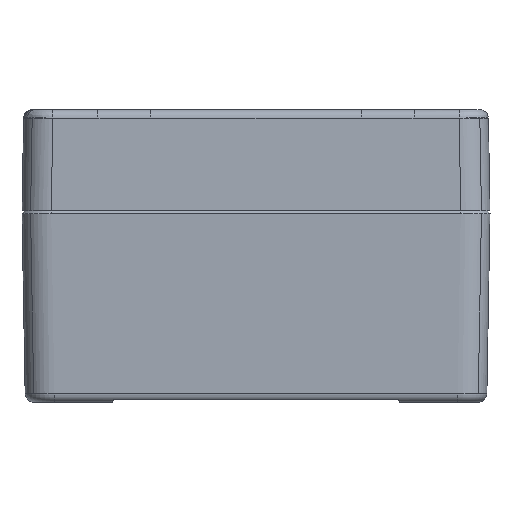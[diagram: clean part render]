
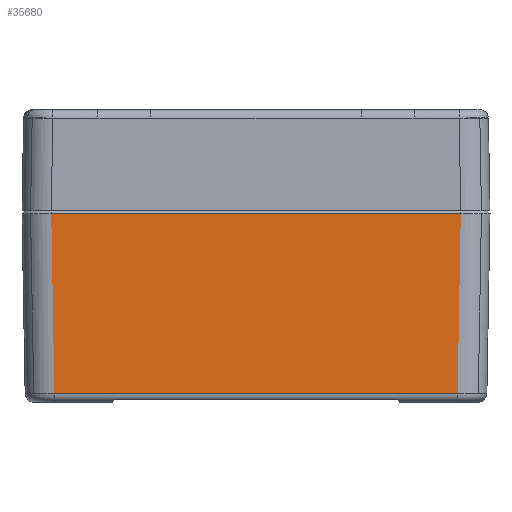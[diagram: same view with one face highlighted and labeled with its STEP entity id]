
A CAD part, left-side view. The second image highlights one B-rep face of the part: STEP entity #35680.
In plain terms, the highlighted planar face has unit normal (-1, 0, -0.018).
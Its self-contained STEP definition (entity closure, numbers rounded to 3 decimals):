
#34947=AXIS2_PLACEMENT_3D('Circle Axis2P3D',#34945,#34946,$) ;
#35196=AXIS2_PLACEMENT_3D('Circle Axis2P3D',#35194,#35195,$) ;
#35613=AXIS2_PLACEMENT_3D('Plane Axis2P3D',#35610,#35611,#35612) ;
#34917=CARTESIAN_POINT('Vertex',(0.,150.,64.5)) ;
#34920=CARTESIAN_POINT('Line Origine',(0.,80.,64.5)) ;
#34924=CARTESIAN_POINT('Vertex',(0.,10.,64.5)) ;
#34945=CARTESIAN_POINT('Axis2P3D Location',(10.,10.,64.5)) ;
#34949=CARTESIAN_POINT('Vertex',(0.,9.998,64.5)) ;
#35191=CARTESIAN_POINT('Vertex',(0.,150.002,64.5)) ;
#35194=CARTESIAN_POINT('Axis2P3D Location',(10.,150.,64.5)) ;
#35610=CARTESIAN_POINT('Axis2P3D Location',(0.,160.,64.5)) ;
#35615=CARTESIAN_POINT('Line Origine',(1.074,80.,2.948)) ;
#35619=CARTESIAN_POINT('Vertex',(1.074,11.1,2.948)) ;
#35621=CARTESIAN_POINT('Vertex',(1.074,148.9,2.948)) ;
#35625=CARTESIAN_POINT('Control Point',(1.074,11.073,2.948)) ;
#35626=CARTESIAN_POINT('Control Point',(1.074,11.078,2.948)) ;
#35627=CARTESIAN_POINT('Control Point',(1.074,11.084,2.948)) ;
#35628=CARTESIAN_POINT('Control Point',(1.074,11.089,2.948)) ;
#35629=CARTESIAN_POINT('Control Point',(1.074,11.095,2.948)) ;
#35630=CARTESIAN_POINT('Control Point',(1.074,11.1,2.948)) ;
#35631=CARTESIAN_POINT('Vertex',(1.074,11.073,2.948)) ;
#35634=CARTESIAN_POINT('Line Origine',(1.073,11.072,3.007)) ;
#35638=CARTESIAN_POINT('Vertex',(1.072,11.071,3.066)) ;
#35641=CARTESIAN_POINT('Line Origine',(0.536,10.535,33.783)) ;
#35646=CARTESIAN_POINT('Line Origine',(0.536,149.465,33.783)) ;
#35650=CARTESIAN_POINT('Vertex',(1.072,148.929,3.066)) ;
#35653=CARTESIAN_POINT('Line Origine',(1.073,148.928,3.007)) ;
#35657=CARTESIAN_POINT('Vertex',(1.074,148.927,2.948)) ;
#35661=CARTESIAN_POINT('Control Point',(1.074,148.9,2.948)) ;
#35662=CARTESIAN_POINT('Control Point',(1.074,148.905,2.948)) ;
#35663=CARTESIAN_POINT('Control Point',(1.074,148.911,2.948)) ;
#35664=CARTESIAN_POINT('Control Point',(1.074,148.916,2.948)) ;
#35665=CARTESIAN_POINT('Control Point',(1.074,148.922,2.948)) ;
#35666=CARTESIAN_POINT('Control Point',(1.074,148.927,2.948)) ;
#34921=DIRECTION('Vector Direction',(0.,1.,0.)) ;
#34946=DIRECTION('Axis2P3D Direction',(0.,0.,-1.)) ;
#35195=DIRECTION('Axis2P3D Direction',(0.,0.,-1.)) ;
#35611=DIRECTION('Axis2P3D Direction',(-1.,0.,-0.017)) ;
#35612=DIRECTION('Axis2P3D XDirection',(0.017,0.,-1.)) ;
#35616=DIRECTION('Vector Direction',(0.,1.,0.)) ;
#35635=DIRECTION('Vector Direction',(0.017,0.017,-1.)) ;
#35642=DIRECTION('Vector Direction',(0.017,0.017,-1.)) ;
#35647=DIRECTION('Vector Direction',(-0.017,0.017,1.)) ;
#35654=DIRECTION('Vector Direction',(-0.017,0.017,1.)) ;
#34922=VECTOR('Line Direction',#34921,1.) ;
#35617=VECTOR('Line Direction',#35616,1.) ;
#35636=VECTOR('Line Direction',#35635,1.) ;
#35643=VECTOR('Line Direction',#35642,1.) ;
#35648=VECTOR('Line Direction',#35647,1.) ;
#35655=VECTOR('Line Direction',#35654,1.) ;
#35669=ORIENTED_EDGE('',*,*,#35623,.F.) ;
#35670=ORIENTED_EDGE('',*,*,#35633,.F.) ;
#35671=ORIENTED_EDGE('',*,*,#35640,.F.) ;
#35672=ORIENTED_EDGE('',*,*,#35645,.F.) ;
#35673=ORIENTED_EDGE('',*,*,#34951,.F.) ;
#35674=ORIENTED_EDGE('',*,*,#34926,.T.) ;
#35675=ORIENTED_EDGE('',*,*,#35198,.F.) ;
#35676=ORIENTED_EDGE('',*,*,#35652,.F.) ;
#35677=ORIENTED_EDGE('',*,*,#35659,.F.) ;
#35678=ORIENTED_EDGE('',*,*,#35667,.F.) ;
#35680=ADVANCED_FACE('Body',(#35679),#35614,.T.) ;
#35624=B_SPLINE_CURVE_WITH_KNOTS('',5,(#35625,#35626,#35627,#35628,#35629,#35630),.UNSPECIFIED.,.F.,.U.,(6,6),(0.,0.039),.UNSPECIFIED.) ;
#35660=B_SPLINE_CURVE_WITH_KNOTS('',5,(#35661,#35662,#35663,#35664,#35665,#35666),.UNSPECIFIED.,.F.,.U.,(6,6),(0.,0.039),.UNSPECIFIED.) ;
#34948=CIRCLE('generated circle',#34947,10.) ;
#35197=CIRCLE('generated circle',#35196,10.) ;
#34926=EDGE_CURVE('',#34925,#34918,#34923,.T.) ;
#34951=EDGE_CURVE('',#34925,#34950,#34948,.F.) ;
#35198=EDGE_CURVE('',#35192,#34918,#35197,.F.) ;
#35623=EDGE_CURVE('',#35620,#35622,#35618,.T.) ;
#35633=EDGE_CURVE('',#35632,#35620,#35624,.T.) ;
#35640=EDGE_CURVE('',#35639,#35632,#35637,.T.) ;
#35645=EDGE_CURVE('',#34950,#35639,#35644,.T.) ;
#35652=EDGE_CURVE('',#35651,#35192,#35649,.T.) ;
#35659=EDGE_CURVE('',#35658,#35651,#35656,.T.) ;
#35667=EDGE_CURVE('',#35622,#35658,#35660,.T.) ;
#35668=EDGE_LOOP('',(#35669,#35670,#35671,#35672,#35673,#35674,#35675,#35676,#35677,#35678)) ;
#35679=FACE_OUTER_BOUND('',#35668,.T.) ;
#34923=LINE('Line',#34920,#34922) ;
#35618=LINE('Line',#35615,#35617) ;
#35637=LINE('Line',#35634,#35636) ;
#35644=LINE('Line',#35641,#35643) ;
#35649=LINE('Line',#35646,#35648) ;
#35656=LINE('Line',#35653,#35655) ;
#35614=PLANE('',#35613) ;
#34918=VERTEX_POINT('',#34917) ;
#34925=VERTEX_POINT('',#34924) ;
#34950=VERTEX_POINT('',#34949) ;
#35192=VERTEX_POINT('',#35191) ;
#35620=VERTEX_POINT('',#35619) ;
#35622=VERTEX_POINT('',#35621) ;
#35632=VERTEX_POINT('',#35631) ;
#35639=VERTEX_POINT('',#35638) ;
#35651=VERTEX_POINT('',#35650) ;
#35658=VERTEX_POINT('',#35657) ;
